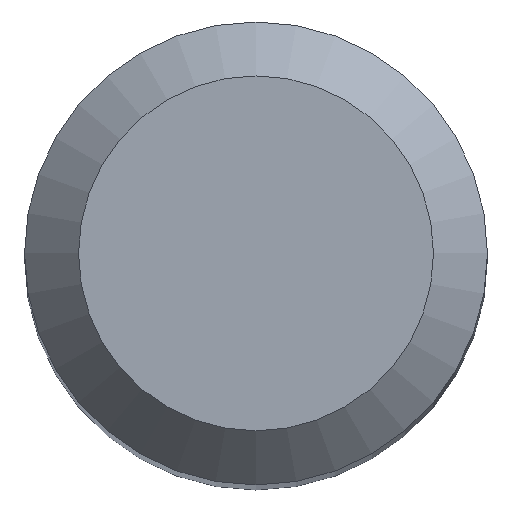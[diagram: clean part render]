
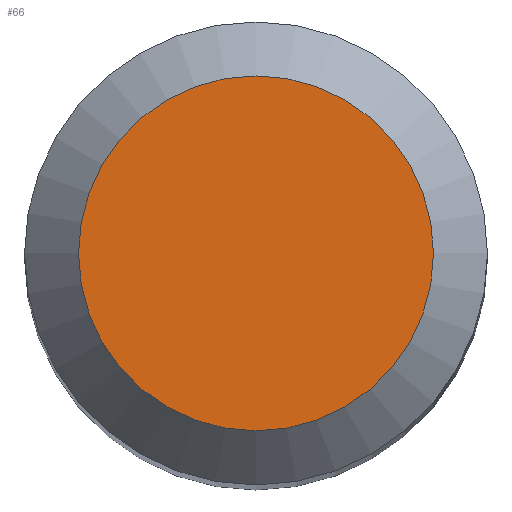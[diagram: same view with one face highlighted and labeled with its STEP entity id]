
A CAD part, top view. The second image highlights one B-rep face of the part: STEP entity #66.
In plain terms, the highlighted planar face has unit normal (0, 0, 1).
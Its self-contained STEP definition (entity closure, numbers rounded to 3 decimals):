
#3 = DIRECTION ( 'NONE',  ( 0., 1., 0. ) ) ;
#51 = ORIENTED_EDGE ( 'NONE', *, *, #223, .F. ) ;
#66 = ADVANCED_FACE ( 'NONE', ( #195 ), #112, .F. ) ;
#75 = CARTESIAN_POINT ( 'NONE',  ( 0., 0., 66. ) ) ;
#91 = CIRCLE ( 'NONE', #127, 2.3 ) ;
#92 = EDGE_LOOP ( 'NONE', ( #51 ) ) ;
#105 = CARTESIAN_POINT ( 'NONE',  ( 0., 0., 66. ) ) ;
#112 = PLANE ( 'NONE',  #216 ) ;
#115 = DIRECTION ( 'NONE',  ( 0., 0., -1. ) ) ;
#127 = AXIS2_PLACEMENT_3D ( 'NONE', #105, #259, #163 ) ;
#163 = DIRECTION ( 'NONE',  ( 0., 1., 0. ) ) ;
#164 = VERTEX_POINT ( 'NONE', #220 ) ;
#195 = FACE_OUTER_BOUND ( 'NONE', #92, .T. ) ;
#216 = AXIS2_PLACEMENT_3D ( 'NONE', #75, #115, #3 ) ;
#220 = CARTESIAN_POINT ( 'NONE',  ( 0., 2.3, 66. ) ) ;
#223 = EDGE_CURVE ( 'NONE', #164, #164, #91, .T. ) ;
#259 = DIRECTION ( 'NONE',  ( 0., 0., -1. ) ) ;
